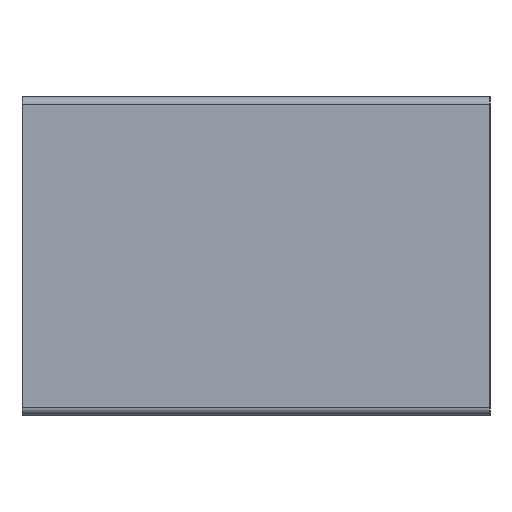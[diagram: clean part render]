
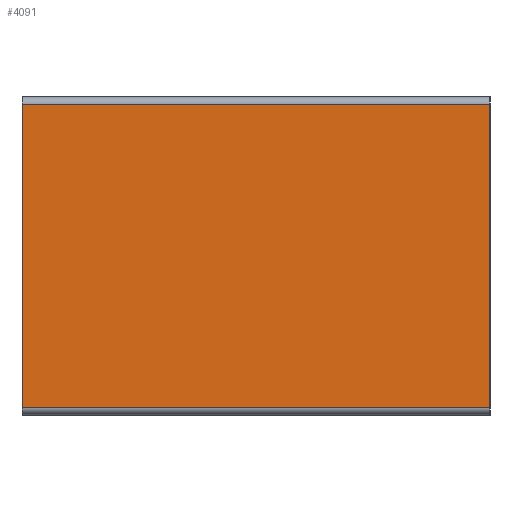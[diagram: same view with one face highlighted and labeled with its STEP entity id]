
A CAD part, left-side view. The second image highlights one B-rep face of the part: STEP entity #4091.
In plain terms, the highlighted planar face has unit normal (-1, 0, 0).
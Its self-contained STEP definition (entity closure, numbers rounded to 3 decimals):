
#22 = DIRECTION ( 'NONE',  ( 0., -1., 0. ) ) ;
#259 = VERTEX_POINT ( 'NONE', #1717 ) ;
#486 = CARTESIAN_POINT ( 'NONE',  ( -18.25, 25., -8.05 ) ) ;
#847 = CARTESIAN_POINT ( 'NONE',  ( -18.25, 25., 8.15 ) ) ;
#1367 = VERTEX_POINT ( 'NONE', #2182 ) ;
#1466 = PLANE ( 'NONE',  #2114 ) ;
#1717 = CARTESIAN_POINT ( 'NONE',  ( -18.25, 25., -8.05 ) ) ;
#1737 = EDGE_CURVE ( 'NONE', #259, #2870, #4266, .T. ) ;
#1978 = ORIENTED_EDGE ( 'NONE', *, *, #1737, .F. ) ;
#2011 = LINE ( 'NONE', #486, #3475 ) ;
#2114 = AXIS2_PLACEMENT_3D ( 'NONE', #847, #7387, #6452 ) ;
#2182 = CARTESIAN_POINT ( 'NONE',  ( -18.25, 0., 8.15 ) ) ;
#2204 = LINE ( 'NONE', #5685, #7176 ) ;
#2210 = DIRECTION ( 'NONE',  ( 0., 0., 1. ) ) ;
#2764 = CARTESIAN_POINT ( 'NONE',  ( -18.25, 0., 8.15 ) ) ;
#2870 = VERTEX_POINT ( 'NONE', #6102 ) ;
#3175 = ORIENTED_EDGE ( 'NONE', *, *, #3292, .F. ) ;
#3292 = EDGE_CURVE ( 'NONE', #2870, #1367, #2204, .T. ) ;
#3475 = VECTOR ( 'NONE', #5624, 1000. ) ;
#3686 = EDGE_CURVE ( 'NONE', #4859, #1367, #6573, .T. ) ;
#4091 = ADVANCED_FACE ( 'NONE', ( #8832 ), #1466, .F. ) ;
#4266 = LINE ( 'NONE', #7282, #7356 ) ;
#4859 = VERTEX_POINT ( 'NONE', #6741 ) ;
#5624 = DIRECTION ( 'NONE',  ( 0., -1., 0. ) ) ;
#5685 = CARTESIAN_POINT ( 'NONE',  ( -18.25, 25., 8.15 ) ) ;
#6102 = CARTESIAN_POINT ( 'NONE',  ( -18.25, 25., 8.15 ) ) ;
#6452 = DIRECTION ( 'NONE',  ( 0., 0., -1. ) ) ;
#6494 = ORIENTED_EDGE ( 'NONE', *, *, #7500, .T. ) ;
#6573 = LINE ( 'NONE', #2764, #7278 ) ;
#6741 = CARTESIAN_POINT ( 'NONE',  ( -18.25, 0., -8.05 ) ) ;
#7176 = VECTOR ( 'NONE', #22, 1000. ) ;
#7264 = DIRECTION ( 'NONE',  ( 0., 0., 1. ) ) ;
#7278 = VECTOR ( 'NONE', #7264, 1000. ) ;
#7282 = CARTESIAN_POINT ( 'NONE',  ( -18.25, 25., 8.15 ) ) ;
#7356 = VECTOR ( 'NONE', #2210, 1000. ) ;
#7387 = DIRECTION ( 'NONE',  ( 1., 0., 0. ) ) ;
#7500 = EDGE_CURVE ( 'NONE', #259, #4859, #2011, .T. ) ;
#7924 = ORIENTED_EDGE ( 'NONE', *, *, #3686, .T. ) ;
#8832 = FACE_OUTER_BOUND ( 'NONE', #9319, .T. ) ;
#9319 = EDGE_LOOP ( 'NONE', ( #7924, #3175, #1978, #6494 ) ) ;
